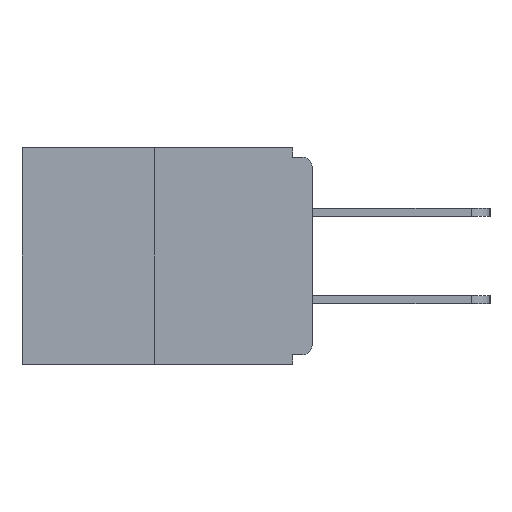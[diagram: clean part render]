
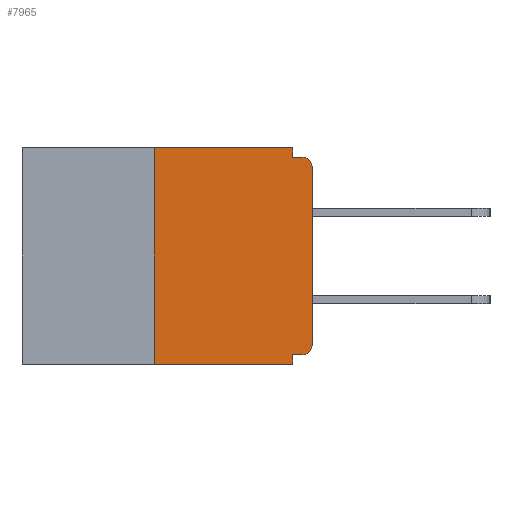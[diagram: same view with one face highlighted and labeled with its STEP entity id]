
A CAD part, left-side view. The second image highlights one B-rep face of the part: STEP entity #7965.
In plain terms, the highlighted planar face has unit normal (-1, 0, 0).
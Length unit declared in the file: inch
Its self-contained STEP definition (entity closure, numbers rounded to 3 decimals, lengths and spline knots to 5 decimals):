
#139 = VERTEX_POINT ( 'NONE', #2724 ) ;
#401 = ORIENTED_EDGE ( 'NONE', *, *, #12835, .F. ) ;
#1446 = FACE_OUTER_BOUND ( 'NONE', #6304, .T. ) ;
#1632 = LINE ( 'NONE', #6557, #14527 ) ;
#1738 = VERTEX_POINT ( 'NONE', #12581 ) ;
#2654 = ORIENTED_EDGE ( 'NONE', *, *, #18538, .T. ) ;
#2724 = CARTESIAN_POINT ( 'NONE',  ( 0., 0., -0.313 ) ) ;
#3391 = AXIS2_PLACEMENT_3D ( 'NONE', #16761, #12794, #14852 ) ;
#3514 = DIRECTION ( 'NONE',  ( 0., 0., 1. ) ) ;
#3693 = DIRECTION ( 'NONE',  ( 0., 0., -1. ) ) ;
#4426 = CARTESIAN_POINT ( 'NONE',  ( 0., 0., -0.328 ) ) ;
#4470 = VERTEX_POINT ( 'NONE', #10914 ) ;
#4924 = EDGE_CURVE ( 'NONE', #10467, #139, #25263, .T. ) ;
#5003 = LINE ( 'NONE', #8818, #14505 ) ;
#5374 = LINE ( 'NONE', #23991, #22993 ) ;
#5516 = DIRECTION ( 'NONE',  ( 0., -1., 0. ) ) ;
#5690 = VERTEX_POINT ( 'NONE', #18122 ) ;
#6133 = CARTESIAN_POINT ( 'NONE',  ( 0., 0., -0.03 ) ) ;
#6304 = EDGE_LOOP ( 'NONE', ( #7115, #401, #2654, #23676, #18021, #24743, #16971, #22795, #10203, #16443 ) ) ;
#6557 = CARTESIAN_POINT ( 'NONE',  ( 0., 0.031, -0.343 ) ) ;
#6850 = VERTEX_POINT ( 'NONE', #25325 ) ;
#7115 = ORIENTED_EDGE ( 'NONE', *, *, #11043, .F. ) ;
#7394 = LINE ( 'NONE', #9545, #14729 ) ;
#7700 = EDGE_CURVE ( 'NONE', #25538, #4470, #5374, .T. ) ;
#7965 = ADVANCED_FACE ( 'NONE', ( #1446 ), #18099, .F. ) ;
#8464 = DIRECTION ( 'NONE',  ( 0., 1., 0. ) ) ;
#8773 = DIRECTION ( 'NONE',  ( 0., 0., -1. ) ) ;
#8818 = CARTESIAN_POINT ( 'NONE',  ( 0., 0.46, 0. ) ) ;
#9084 = DIRECTION ( 'NONE',  ( 0., -1., 0. ) ) ;
#9545 = CARTESIAN_POINT ( 'NONE',  ( 0., 0.25, 0. ) ) ;
#9903 = CARTESIAN_POINT ( 'NONE',  ( 0., 0.015, -0.328 ) ) ;
#10152 = EDGE_CURVE ( 'NONE', #13935, #5690, #1632, .T. ) ;
#10203 = ORIENTED_EDGE ( 'NONE', *, *, #10269, .F. ) ;
#10269 = EDGE_CURVE ( 'NONE', #4470, #21937, #19539, .T. ) ;
#10317 = VECTOR ( 'NONE', #5516, 39.37008 ) ;
#10467 = VERTEX_POINT ( 'NONE', #9903 ) ;
#10541 = VECTOR ( 'NONE', #8464, 39.37008 ) ;
#10548 = VECTOR ( 'NONE', #25129, 39.37008 ) ;
#10914 = CARTESIAN_POINT ( 'NONE',  ( 0., 0.031, -0.015 ) ) ;
#11043 = EDGE_CURVE ( 'NONE', #6850, #25538, #5003, .T. ) ;
#12153 = EDGE_CURVE ( 'NONE', #139, #21850, #18508, .T. ) ;
#12471 = CARTESIAN_POINT ( 'NONE',  ( 0., 0.015, -0.313 ) ) ;
#12562 = DIRECTION ( 'NONE',  ( 0., 0., -1. ) ) ;
#12581 = CARTESIAN_POINT ( 'NONE',  ( 0., 0.25, -0.343 ) ) ;
#12790 = CARTESIAN_POINT ( 'NONE',  ( 0., 0.031, -0.328 ) ) ;
#12794 = DIRECTION ( 'NONE',  ( 1., 0., 0. ) ) ;
#12835 = EDGE_CURVE ( 'NONE', #1738, #6850, #7394, .T. ) ;
#13016 = LINE ( 'NONE', #4426, #10541 ) ;
#13164 = CARTESIAN_POINT ( 'NONE',  ( 0., 0.46, -0.343 ) ) ;
#13935 = VERTEX_POINT ( 'NONE', #12790 ) ;
#14374 = DIRECTION ( 'NONE',  ( -1., 0., 0. ) ) ;
#14505 = VECTOR ( 'NONE', #9084, 39.37008 ) ;
#14527 = VECTOR ( 'NONE', #8773, 39.37008 ) ;
#14729 = VECTOR ( 'NONE', #3514, 39.37008 ) ;
#14852 = DIRECTION ( 'NONE',  ( 0., 0., -1. ) ) ;
#15491 = DIRECTION ( 'NONE',  ( -1., 0., 0. ) ) ;
#15568 = LINE ( 'NONE', #13164, #10317 ) ;
#16443 = ORIENTED_EDGE ( 'NONE', *, *, #7700, .F. ) ;
#16761 = CARTESIAN_POINT ( 'NONE',  ( 0., 0.46, 0. ) ) ;
#16847 = CIRCLE ( 'NONE', #22782, 0.015 ) ;
#16921 = CARTESIAN_POINT ( 'NONE',  ( 0., 0.031, 0. ) ) ;
#16971 = ORIENTED_EDGE ( 'NONE', *, *, #12153, .T. ) ;
#17042 = CARTESIAN_POINT ( 'NONE',  ( 0., 0., -0.015 ) ) ;
#18021 = ORIENTED_EDGE ( 'NONE', *, *, #19714, .F. ) ;
#18099 = PLANE ( 'NONE',  #3391 ) ;
#18122 = CARTESIAN_POINT ( 'NONE',  ( 0., 0.031, -0.343 ) ) ;
#18508 = LINE ( 'NONE', #20963, #23513 ) ;
#18538 = EDGE_CURVE ( 'NONE', #1738, #5690, #15568, .T. ) ;
#19539 = LINE ( 'NONE', #17042, #10548 ) ;
#19656 = DIRECTION ( 'NONE',  ( 0., 0., -1. ) ) ;
#19714 = EDGE_CURVE ( 'NONE', #10467, #13935, #13016, .T. ) ;
#20963 = CARTESIAN_POINT ( 'NONE',  ( 0., 0., 0. ) ) ;
#21059 = DIRECTION ( 'NONE',  ( 0., 0., 1. ) ) ;
#21850 = VERTEX_POINT ( 'NONE', #6133 ) ;
#21937 = VERTEX_POINT ( 'NONE', #21954 ) ;
#21954 = CARTESIAN_POINT ( 'NONE',  ( 0., 0.015, -0.015 ) ) ;
#22474 = EDGE_CURVE ( 'NONE', #21850, #21937, #16847, .T. ) ;
#22782 = AXIS2_PLACEMENT_3D ( 'NONE', #25539, #15491, #3693 ) ;
#22795 = ORIENTED_EDGE ( 'NONE', *, *, #22474, .T. ) ;
#22993 = VECTOR ( 'NONE', #19656, 39.37008 ) ;
#23513 = VECTOR ( 'NONE', #21059, 39.37008 ) ;
#23676 = ORIENTED_EDGE ( 'NONE', *, *, #10152, .F. ) ;
#23991 = CARTESIAN_POINT ( 'NONE',  ( 0., 0.031, 0. ) ) ;
#24743 = ORIENTED_EDGE ( 'NONE', *, *, #4924, .T. ) ;
#25129 = DIRECTION ( 'NONE',  ( 0., -1., 0. ) ) ;
#25263 = CIRCLE ( 'NONE', #25517, 0.015 ) ;
#25325 = CARTESIAN_POINT ( 'NONE',  ( 0., 0.25, 0. ) ) ;
#25517 = AXIS2_PLACEMENT_3D ( 'NONE', #12471, #14374, #12562 ) ;
#25538 = VERTEX_POINT ( 'NONE', #16921 ) ;
#25539 = CARTESIAN_POINT ( 'NONE',  ( 0., 0.015, -0.03 ) ) ;
